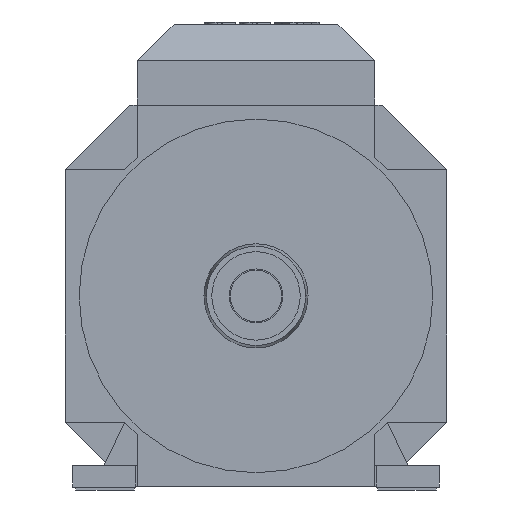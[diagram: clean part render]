
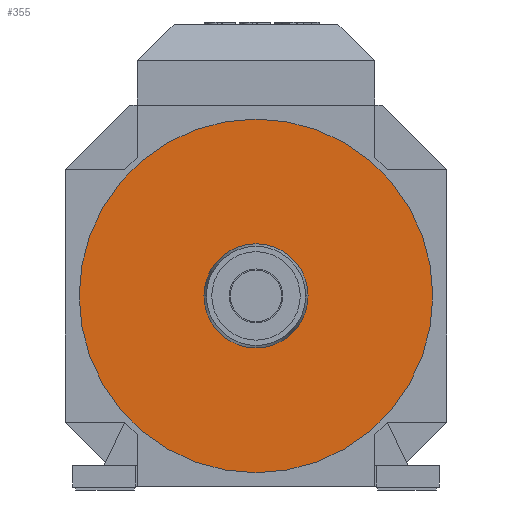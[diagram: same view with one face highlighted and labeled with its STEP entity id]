
A CAD part, front view. The second image highlights one B-rep face of the part: STEP entity #355.
In plain terms, the highlighted planar face has unit normal (0, -1, 0).
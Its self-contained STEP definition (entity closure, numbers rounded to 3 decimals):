
#68=FACE_BOUND('',#768,.T.);
#69=FACE_BOUND('',#769,.T.);
#137=PLANE('',#3963);
#355=ADVANCED_FACE('',(#68,#69),#137,.T.);
#768=EDGE_LOOP('',(#1220,#1221));
#769=EDGE_LOOP('',(#1222,#1223));
#991=CIRCLE('',#3896,24.146);
#1010=CIRCLE('',#3925,82.);
#1026=CIRCLE('',#3961,82.);
#1027=CIRCLE('',#3962,24.146);
#1220=ORIENTED_EDGE('',*,*,#2609,.F.);
#1221=ORIENTED_EDGE('',*,*,#2543,.F.);
#1222=ORIENTED_EDGE('',*,*,#2610,.T.);
#1223=ORIENTED_EDGE('',*,*,#2505,.T.);
#2150=VERTEX_POINT('',#5203);
#2153=VERTEX_POINT('',#5208);
#2191=VERTEX_POINT('',#5294);
#2192=VERTEX_POINT('',#5296);
#2505=EDGE_CURVE('',#2150,#2153,#991,.T.);
#2543=EDGE_CURVE('',#2191,#2192,#1010,.T.);
#2609=EDGE_CURVE('',#2192,#2191,#1026,.T.);
#2610=EDGE_CURVE('',#2153,#2150,#1027,.T.);
#3896=AXIS2_PLACEMENT_3D('',#5209,#4193,#4194);
#3925=AXIS2_PLACEMENT_3D('',#5295,#4270,#4271);
#3961=AXIS2_PLACEMENT_3D('',#5429,#4392,#4393);
#3962=AXIS2_PLACEMENT_3D('',#5430,#4394,#4395);
#3963=AXIS2_PLACEMENT_3D('',#5431,#4396,#4397);
#4193=DIRECTION('',(0.,1.,0.));
#4194=DIRECTION('',(1.,0.,0.));
#4270=DIRECTION('',(0.,1.,0.));
#4271=DIRECTION('',(-1.,0.,0.));
#4392=DIRECTION('',(0.,1.,0.));
#4393=DIRECTION('',(-1.,0.,0.));
#4394=DIRECTION('',(0.,1.,0.));
#4395=DIRECTION('',(1.,0.,0.));
#4396=DIRECTION('',(0.,-1.,0.));
#4397=DIRECTION('',(0.,0.,1.));
#5203=CARTESIAN_POINT('',(-24.146,-187.5,0.));
#5208=CARTESIAN_POINT('',(24.146,-187.5,0.));
#5209=CARTESIAN_POINT('',(0.,-187.5,0.));
#5294=CARTESIAN_POINT('',(-82.,-187.5,0.));
#5295=CARTESIAN_POINT('',(0.,-187.5,0.));
#5296=CARTESIAN_POINT('',(82.,-187.5,0.));
#5429=CARTESIAN_POINT('',(0.,-187.5,0.));
#5430=CARTESIAN_POINT('',(0.,-187.5,0.));
#5431=CARTESIAN_POINT('',(0.,-187.5,0.));
